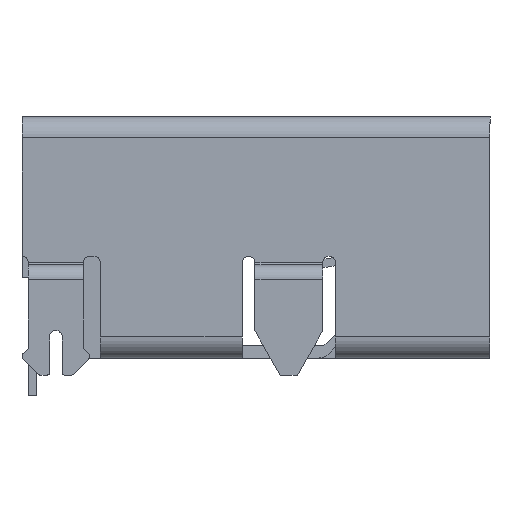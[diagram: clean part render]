
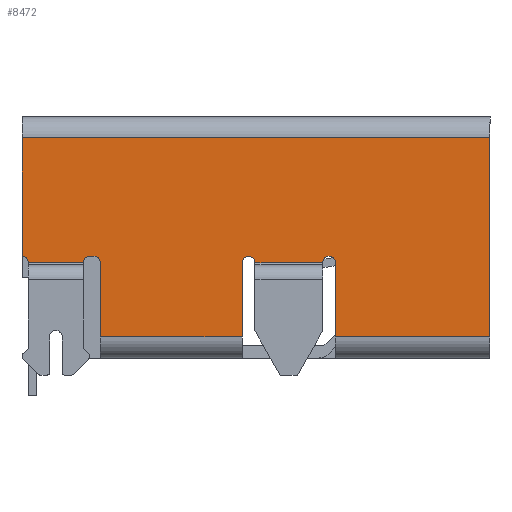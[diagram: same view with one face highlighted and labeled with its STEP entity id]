
A CAD part, left-side view. The second image highlights one B-rep face of the part: STEP entity #8472.
In plain terms, the highlighted planar face has unit normal (-1, 0, 0).
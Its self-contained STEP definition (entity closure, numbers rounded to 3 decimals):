
#5199 = VERTEX_POINT('',#5200);
#5200 = CARTESIAN_POINT('',(-6.55,3.232,
    0.48));
#5206 = EDGE_CURVE('',#5199,#5207,#5209,.T.);
#5207 = VERTEX_POINT('',#5208);
#5208 = CARTESIAN_POINT('',(-6.55,3.232,
    3.28));
#5209 = LINE('',#5210,#5211);
#5210 = CARTESIAN_POINT('',(-6.55,3.232,
    -1.92));
#5211 = VECTOR('',#5212,1.);
#5212 = DIRECTION('',(0.,0.,1.));
#6356 = VERTEX_POINT('',#6357);
#6357 = CARTESIAN_POINT('',(-6.55,1.382,
    -1.42));
#6364 = EDGE_CURVE('',#6365,#6356,#6367,.T.);
#6365 = VERTEX_POINT('',#6366);
#6366 = CARTESIAN_POINT('',(-6.55,1.382,
    0.33));
#6367 = LINE('',#6368,#6369);
#6368 = CARTESIAN_POINT('',(-6.55,1.382,
    -1.92));
#6369 = VECTOR('',#6370,1.);
#6370 = DIRECTION('',(0.,0.,-1.));
#8381 = VERTEX_POINT('',#8382);
#8382 = CARTESIAN_POINT('',(-6.55,1.532,
    0.48));
#8388 = EDGE_CURVE('',#8389,#8381,#8391,.T.);
#8389 = VERTEX_POINT('',#8390);
#8390 = CARTESIAN_POINT('',(-6.55,1.632,
    0.48));
#8391 = LINE('',#8392,#8393);
#8392 = CARTESIAN_POINT('',(-6.55,1.382,
    0.48));
#8393 = VECTOR('',#8394,1.);
#8394 = DIRECTION('',(0.,-1.,0.));
#8444 = VERTEX_POINT('',#8445);
#8445 = CARTESIAN_POINT('',(-6.55,-4.168,
    -1.42));
#8454 = VERTEX_POINT('',#8455);
#8455 = CARTESIAN_POINT('',(-6.55,-7.818,
    -1.42));
#8462 = EDGE_CURVE('',#8454,#8444,#8463,.T.);
#8463 = LINE('',#8464,#8465);
#8464 = CARTESIAN_POINT('',(-6.55,-7.018,
    -1.42));
#8465 = VECTOR('',#8466,1.);
#8466 = DIRECTION('',(0.,1.,0.));
#8472 = ADVANCED_FACE('',(#8473),#8590,.F.);
#8473 = FACE_BOUND('',#8474,.T.);
#8474 = EDGE_LOOP('',(#8475,#8476,#8484,#8490,#8491,#8500,#8508,#8515,
    #8516,#8523,#8524,#8532,#8540,#8549,#8558,#8566,#8575,#8584));
#8475 = ORIENTED_EDGE('',*,*,#8462,.F.);
#8476 = ORIENTED_EDGE('',*,*,#8477,.F.);
#8477 = EDGE_CURVE('',#8478,#8454,#8480,.T.);
#8478 = VERTEX_POINT('',#8479);
#8479 = CARTESIAN_POINT('',(-6.55,-7.818,
    3.28));
#8480 = LINE('',#8481,#8482);
#8481 = CARTESIAN_POINT('',(-6.55,-7.818,
    3.28));
#8482 = VECTOR('',#8483,1.);
#8483 = DIRECTION('',(0.,0.,-1.));
#8484 = ORIENTED_EDGE('',*,*,#8485,.F.);
#8485 = EDGE_CURVE('',#5207,#8478,#8486,.T.);
#8486 = LINE('',#8487,#8488);
#8487 = CARTESIAN_POINT('',(-6.55,-7.018,
    3.28));
#8488 = VECTOR('',#8489,1.);
#8489 = DIRECTION('',(-0.,-1.,0.));
#8490 = ORIENTED_EDGE('',*,*,#5206,.F.);
#8491 = ORIENTED_EDGE('',*,*,#8492,.F.);
#8492 = EDGE_CURVE('',#8493,#5199,#8495,.T.);
#8493 = VERTEX_POINT('',#8494);
#8494 = CARTESIAN_POINT('',(-6.55,3.082,
    0.33));
#8495 = CIRCLE('',#8496,0.15);
#8496 = AXIS2_PLACEMENT_3D('',#8497,#8498,#8499);
#8497 = CARTESIAN_POINT('',(-6.55,3.232,
    0.33));
#8498 = DIRECTION('',(-1.,0.,0.));
#8499 = DIRECTION('',(-0.,-1.,0.));
#8500 = ORIENTED_EDGE('',*,*,#8501,.T.);
#8501 = EDGE_CURVE('',#8493,#8502,#8504,.T.);
#8502 = VERTEX_POINT('',#8503);
#8503 = CARTESIAN_POINT('',(-6.55,1.782,
    0.33));
#8504 = LINE('',#8505,#8506);
#8505 = CARTESIAN_POINT('',(-6.55,3.082,
    0.33));
#8506 = VECTOR('',#8507,1.);
#8507 = DIRECTION('',(0.,-1.,0.));
#8508 = ORIENTED_EDGE('',*,*,#8509,.F.);
#8509 = EDGE_CURVE('',#8389,#8502,#8510,.T.);
#8510 = CIRCLE('',#8511,0.15);
#8511 = AXIS2_PLACEMENT_3D('',#8512,#8513,#8514);
#8512 = CARTESIAN_POINT('',(-6.55,1.632,
    0.33));
#8513 = DIRECTION('',(-1.,0.,0.));
#8514 = DIRECTION('',(-0.,-1.,0.));
#8515 = ORIENTED_EDGE('',*,*,#8388,.T.);
#8516 = ORIENTED_EDGE('',*,*,#8517,.F.);
#8517 = EDGE_CURVE('',#6365,#8381,#8518,.T.);
#8518 = CIRCLE('',#8519,0.15);
#8519 = AXIS2_PLACEMENT_3D('',#8520,#8521,#8522);
#8520 = CARTESIAN_POINT('',(-6.55,1.532,
    0.33));
#8521 = DIRECTION('',(-1.,0.,0.));
#8522 = DIRECTION('',(-0.,-1.,0.));
#8523 = ORIENTED_EDGE('',*,*,#6364,.T.);
#8524 = ORIENTED_EDGE('',*,*,#8525,.F.);
#8525 = EDGE_CURVE('',#8526,#6356,#8528,.T.);
#8526 = VERTEX_POINT('',#8527);
#8527 = CARTESIAN_POINT('',(-6.55,-1.968,
    -1.42));
#8528 = LINE('',#8529,#8530);
#8529 = CARTESIAN_POINT('',(-6.55,-7.018,
    -1.42));
#8530 = VECTOR('',#8531,1.);
#8531 = DIRECTION('',(0.,1.,0.));
#8532 = ORIENTED_EDGE('',*,*,#8533,.T.);
#8533 = EDGE_CURVE('',#8526,#8534,#8536,.T.);
#8534 = VERTEX_POINT('',#8535);
#8535 = CARTESIAN_POINT('',(-6.55,-1.968,
    0.33));
#8536 = LINE('',#8537,#8538);
#8537 = CARTESIAN_POINT('',(-6.55,-1.968,
    -1.92));
#8538 = VECTOR('',#8539,1.);
#8539 = DIRECTION('',(0.,0.,1.));
#8540 = ORIENTED_EDGE('',*,*,#8541,.F.);
#8541 = EDGE_CURVE('',#8542,#8534,#8544,.T.);
#8542 = VERTEX_POINT('',#8543);
#8543 = CARTESIAN_POINT('',(-6.55,-2.118,
    0.48));
#8544 = CIRCLE('',#8545,0.15);
#8545 = AXIS2_PLACEMENT_3D('',#8546,#8547,#8548);
#8546 = CARTESIAN_POINT('',(-6.55,-2.118,
    0.33));
#8547 = DIRECTION('',(-1.,0.,0.));
#8548 = DIRECTION('',(-0.,-1.,0.));
#8549 = ORIENTED_EDGE('',*,*,#8550,.F.);
#8550 = EDGE_CURVE('',#8551,#8542,#8553,.T.);
#8551 = VERTEX_POINT('',#8552);
#8552 = CARTESIAN_POINT('',(-6.55,-2.268,
    0.33));
#8553 = CIRCLE('',#8554,0.15);
#8554 = AXIS2_PLACEMENT_3D('',#8555,#8556,#8557);
#8555 = CARTESIAN_POINT('',(-6.55,-2.118,
    0.33));
#8556 = DIRECTION('',(-1.,0.,0.));
#8557 = DIRECTION('',(-0.,-1.,0.));
#8558 = ORIENTED_EDGE('',*,*,#8559,.F.);
#8559 = EDGE_CURVE('',#8560,#8551,#8562,.T.);
#8560 = VERTEX_POINT('',#8561);
#8561 = CARTESIAN_POINT('',(-6.55,-3.868,
    0.33));
#8562 = LINE('',#8563,#8564);
#8563 = CARTESIAN_POINT('',(-6.55,-3.868,
    0.33));
#8564 = VECTOR('',#8565,1.);
#8565 = DIRECTION('',(0.,1.,0.));
#8566 = ORIENTED_EDGE('',*,*,#8567,.F.);
#8567 = EDGE_CURVE('',#8568,#8560,#8570,.T.);
#8568 = VERTEX_POINT('',#8569);
#8569 = CARTESIAN_POINT('',(-6.55,-4.018,
    0.48));
#8570 = CIRCLE('',#8571,0.15);
#8571 = AXIS2_PLACEMENT_3D('',#8572,#8573,#8574);
#8572 = CARTESIAN_POINT('',(-6.55,-4.018,
    0.33));
#8573 = DIRECTION('',(-1.,0.,0.));
#8574 = DIRECTION('',(-0.,-1.,0.));
#8575 = ORIENTED_EDGE('',*,*,#8576,.F.);
#8576 = EDGE_CURVE('',#8577,#8568,#8579,.T.);
#8577 = VERTEX_POINT('',#8578);
#8578 = CARTESIAN_POINT('',(-6.55,-4.168,
    0.33));
#8579 = CIRCLE('',#8580,0.15);
#8580 = AXIS2_PLACEMENT_3D('',#8581,#8582,#8583);
#8581 = CARTESIAN_POINT('',(-6.55,-4.018,
    0.33));
#8582 = DIRECTION('',(-1.,0.,0.));
#8583 = DIRECTION('',(-0.,-1.,0.));
#8584 = ORIENTED_EDGE('',*,*,#8585,.T.);
#8585 = EDGE_CURVE('',#8577,#8444,#8586,.T.);
#8586 = LINE('',#8587,#8588);
#8587 = CARTESIAN_POINT('',(-6.55,-4.168,
    -1.92));
#8588 = VECTOR('',#8589,1.);
#8589 = DIRECTION('',(0.,0.,-1.));
#8590 = PLANE('',#8591);
#8591 = AXIS2_PLACEMENT_3D('',#8592,#8593,#8594);
#8592 = CARTESIAN_POINT('',(-6.55,-7.018,
    -1.92));
#8593 = DIRECTION('',(1.,0.,0.));
#8594 = DIRECTION('',(0.,-1.,0.));
